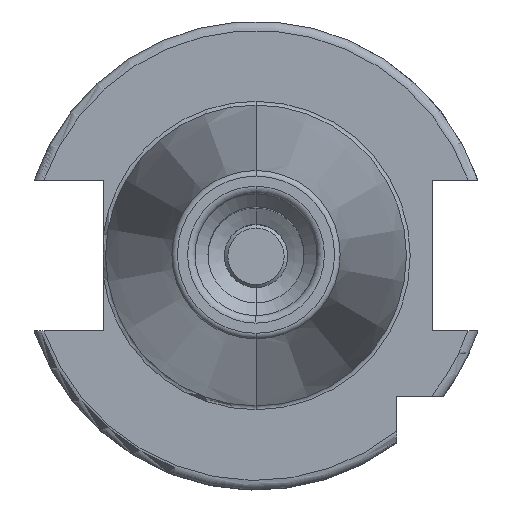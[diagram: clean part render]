
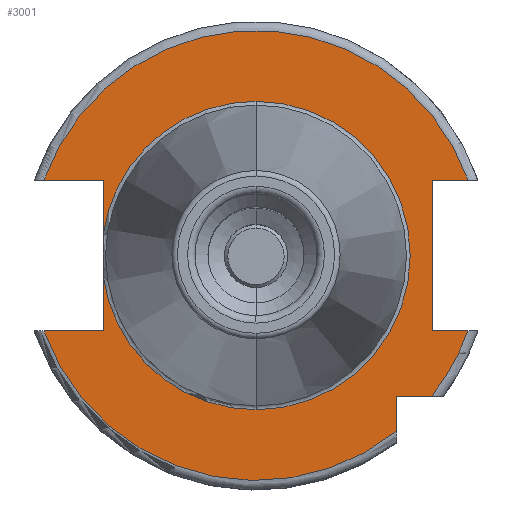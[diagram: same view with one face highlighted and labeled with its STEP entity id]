
A CAD part, top view. The second image highlights one B-rep face of the part: STEP entity #3001.
In plain terms, the highlighted planar face has unit normal (0, 0, 1).
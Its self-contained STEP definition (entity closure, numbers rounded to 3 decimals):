
#237=DIRECTION('',(1,0,0));
#238=VECTOR('',#237,6.31);
#239=CARTESIAN_POINT('',(-22.61,-8.05,15.9));
#240=LINE('',#239,#238);
#241=DIRECTION('',(0,1,0));
#242=VECTOR('',#241,5.834);
#243=CARTESIAN_POINT('',(-16.3,-8.05,15.9));
#244=LINE('',#243,#242);
#245=DIRECTION('',(0,1,0));
#246=VECTOR('',#245,5.834);
#247=CARTESIAN_POINT('',(-16.3,2.216,15.9));
#248=LINE('',#247,#246);
#249=DIRECTION('',(1,0,0));
#250=VECTOR('',#249,6.31);
#251=CARTESIAN_POINT('',(-22.61,8.05,15.9));
#252=LINE('',#251,#250);
#253=DIRECTION('',(-1,0,0));
#254=VECTOR('',#253,3.81);
#255=CARTESIAN_POINT('',(22.61,8.05,15.9));
#256=LINE('',#255,#254);
#257=DIRECTION('',(0,-1,0));
#258=VECTOR('',#257,16.1);
#259=CARTESIAN_POINT('',(18.8,8.05,15.9));
#260=LINE('',#259,#258);
#261=DIRECTION('',(-1,0,0));
#262=VECTOR('',#261,3.81);
#263=CARTESIAN_POINT('',(22.61,-8.05,15.9));
#264=LINE('',#263,#262);
#265=CARTESIAN_POINT('',(0,0,15.9));
#266=DIRECTION('',(0,0,1));
#267=DIRECTION('',(0.781,-0.625,0));
#268=AXIS2_PLACEMENT_3D('',#265,#266,#267);
#270=DIRECTION('',(-1,0,0));
#271=VECTOR('',#270,3.735);
#272=CARTESIAN_POINT('',(18.735,-15,15.9));
#273=LINE('',#272,#271);
#274=DIRECTION('',(0,1,0));
#275=VECTOR('',#274,3.735);
#276=CARTESIAN_POINT('',(15,-18.735,15.9));
#277=LINE('',#276,#275);
#1785=CARTESIAN_POINT('',(0,0,15.9));
#1786=DIRECTION('',(0,0,1));
#1787=DIRECTION('',(0.942,0.335,0));
#1788=AXIS2_PLACEMENT_3D('',#1785,#1786,#1787);
#1836=CARTESIAN_POINT('',(0,0,15.9));
#1837=DIRECTION('',(0,0,1));
#1838=DIRECTION('',(-0.942,-0.335,0));
#1839=AXIS2_PLACEMENT_3D('',#1836,#1837,#1838);
#1863=CARTESIAN_POINT('',(0,0,15.9));
#1864=DIRECTION('',(0,0,1));
#1865=DIRECTION('',(0,1,0));
#1866=AXIS2_PLACEMENT_3D('',#1863,#1864,#1865);
#1878=CARTESIAN_POINT('',(0,0,15.9));
#1879=DIRECTION('',(0,0,1));
#1880=DIRECTION('',(-0.991,-0.135,0));
#1881=AXIS2_PLACEMENT_3D('',#1878,#1879,#1880);
#1883=CARTESIAN_POINT('',(0,0,15.9));
#1884=DIRECTION('',(0,0,-1));
#1885=DIRECTION('',(0,1,0));
#1886=AXIS2_PLACEMENT_3D('',#1883,#1884,#1885);
#2206=CARTESIAN_POINT('',(0,16.45,15.9));
#2208=VERTEX_POINT('',#2206);
#2228=CARTESIAN_POINT('',(0,-16.45,15.9));
#2230=VERTEX_POINT('',#2228);
#2332=CARTESIAN_POINT('',(-22.61,-8.05,15.9));
#2333=CARTESIAN_POINT('',(-16.3,-8.05,15.9));
#2334=VERTEX_POINT('',#2332);
#2335=VERTEX_POINT('',#2333);
#2336=CARTESIAN_POINT('',(-16.3,-2.216,15.9));
#2337=VERTEX_POINT('',#2336);
#2338=CARTESIAN_POINT('',(-16.3,2.216,15.9));
#2339=CARTESIAN_POINT('',(-16.3,8.05,15.9));
#2340=VERTEX_POINT('',#2338);
#2341=VERTEX_POINT('',#2339);
#2342=CARTESIAN_POINT('',(-22.61,8.05,15.9));
#2343=VERTEX_POINT('',#2342);
#2344=CARTESIAN_POINT('',(18.8,8.05,15.9));
#2345=CARTESIAN_POINT('',(18.8,-8.05,15.9));
#2346=VERTEX_POINT('',#2344);
#2347=VERTEX_POINT('',#2345);
#2348=CARTESIAN_POINT('',(22.61,-8.05,15.9));
#2349=VERTEX_POINT('',#2348);
#2350=CARTESIAN_POINT('',(22.61,8.05,15.9));
#2351=VERTEX_POINT('',#2350);
#2352=CARTESIAN_POINT('',(15,-18.735,15.9));
#2353=CARTESIAN_POINT('',(15,-15,15.9));
#2354=VERTEX_POINT('',#2352);
#2355=VERTEX_POINT('',#2353);
#2356=CARTESIAN_POINT('',(18.735,-15,15.9));
#2357=VERTEX_POINT('',#2356);
#2966=CARTESIAN_POINT('',(0,0,15.9));
#2967=DIRECTION('',(0,0,-1));
#2968=DIRECTION('',(0,-1,0));
#2969=AXIS2_PLACEMENT_3D('',#2966,#2967,#2968);
#2970=PLANE('',#2969);
#2972=ORIENTED_EDGE('',*,*,#2971,.T.);
#2974=ORIENTED_EDGE('',*,*,#2973,.T.);
#2976=ORIENTED_EDGE('',*,*,#2975,.T.);
#2978=ORIENTED_EDGE('',*,*,#2977,.F.);
#2980=ORIENTED_EDGE('',*,*,#2979,.T.);
#2982=ORIENTED_EDGE('',*,*,#2981,.T.);
#2984=ORIENTED_EDGE('',*,*,#2983,.F.);
#2986=ORIENTED_EDGE('',*,*,#2985,.F.);
#2987=ORIENTED_EDGE('',*,*,#2943,.T.);
#2988=ORIENTED_EDGE('',*,*,#2757,.T.);
#2990=ORIENTED_EDGE('',*,*,#2989,.F.);
#2992=ORIENTED_EDGE('',*,*,#2991,.F.);
#2994=ORIENTED_EDGE('',*,*,#2993,.T.);
#2996=ORIENTED_EDGE('',*,*,#2995,.F.);
#2998=ORIENTED_EDGE('',*,*,#2997,.F.);
#2999=EDGE_LOOP('',(#2972,#2974,#2976,#2978,#2980,#2982,#2984,#2986,#2987,#2988,
#2990,#2992,#2994,#2996,#2998));
#3000=FACE_OUTER_BOUND('',#2999,.F.);
#3001=ADVANCED_FACE('',(#3000),#2970,.F.);
#269=CIRCLE('',#268,24);
#1789=CIRCLE('',#1788,24);
#1840=CIRCLE('',#1839,24);
#1867=CIRCLE('',#1866,16.45);
#1882=CIRCLE('',#1881,16.45);
#1887=CIRCLE('',#1886,16.45);
#2757=EDGE_CURVE('',#2346,#2347,#260,.T.);
#2943=EDGE_CURVE('',#2351,#2346,#256,.T.);
#2971=EDGE_CURVE('',#2334,#2335,#240,.T.);
#2973=EDGE_CURVE('',#2335,#2337,#244,.T.);
#2975=EDGE_CURVE('',#2337,#2230,#1882,.T.);
#2977=EDGE_CURVE('',#2208,#2230,#1887,.T.);
#2979=EDGE_CURVE('',#2208,#2340,#1867,.T.);
#2981=EDGE_CURVE('',#2340,#2341,#248,.T.);
#2983=EDGE_CURVE('',#2343,#2341,#252,.T.);
#2985=EDGE_CURVE('',#2351,#2343,#1789,.T.);
#2989=EDGE_CURVE('',#2349,#2347,#264,.T.);
#2991=EDGE_CURVE('',#2357,#2349,#269,.T.);
#2993=EDGE_CURVE('',#2357,#2355,#273,.T.);
#2995=EDGE_CURVE('',#2354,#2355,#277,.T.);
#2997=EDGE_CURVE('',#2334,#2354,#1840,.T.);
